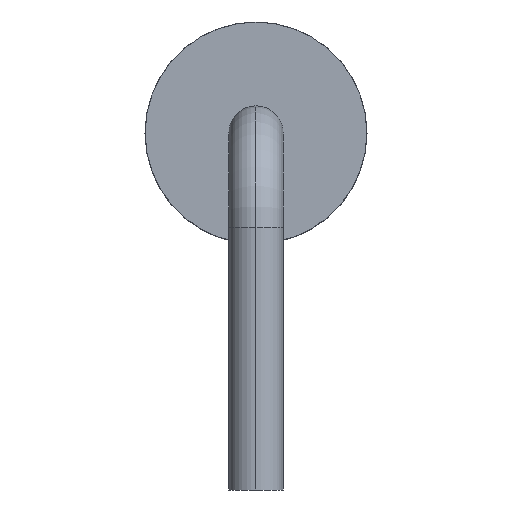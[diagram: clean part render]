
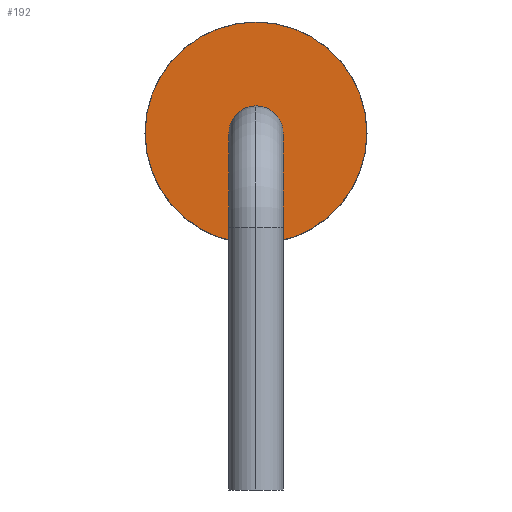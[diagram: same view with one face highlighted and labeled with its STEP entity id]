
A CAD part, left-side view. The second image highlights one B-rep face of the part: STEP entity #192.
In plain terms, the highlighted planar face has unit normal (-1, 0, 0).
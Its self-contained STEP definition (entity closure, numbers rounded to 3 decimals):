
#192=ADVANCED_FACE($,(#198),#194,.T.);
#194=PLANE($,#219);
#198=FACE_OUTER_BOUND($,#202,.T.);
#202=EDGE_LOOP($,(#212));
#203=CIRCLE($,#216,1.143);
#205=VERTEX_POINT('',#234);
#207=EDGE_CURVE($,#205,#205,#203,.T.);
#212=ORIENTED_EDGE($,*,*,#207,.T.);
#216=AXIS2_PLACEMENT_3D($,#235,#224,#225);
#219=AXIS2_PLACEMENT_3D($,#239,#230,#231);
#224=DIRECTION('',(-1.,0.,0.));
#225=DIRECTION('',(0.,0.,1.));
#230=DIRECTION('',(-1.,0.,0.));
#231=DIRECTION('',(0.,1.,0.));
#234=CARTESIAN_POINT('',(3.175,0.0,0.0));
#235=CARTESIAN_POINT('',(3.175,0.0,1.143));
#239=CARTESIAN_POINT('',(3.175,0.0,1.143));
